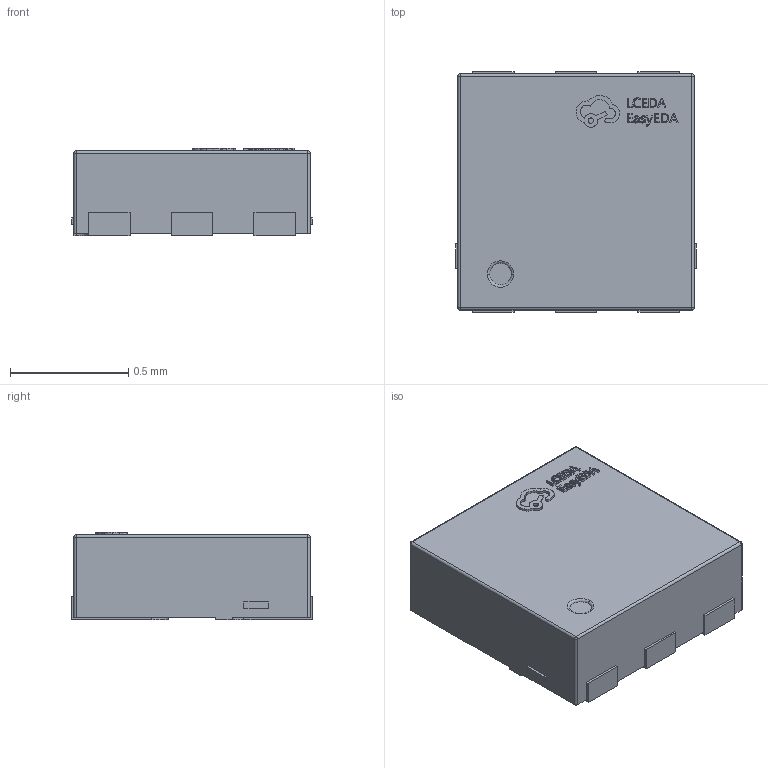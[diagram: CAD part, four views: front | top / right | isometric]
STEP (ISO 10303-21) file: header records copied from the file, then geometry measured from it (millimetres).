
FILE_DESCRIPTION (( 'STEP AP214' ), '1' );
FILE_NAME ('TDFN-6_L1.0-W1.0-H0.4-P0.35-BL.step', '2022-06-30T13:52:55', ( '' ), ( '' ), 'SwSTEP 2.0', 'SolidWorks 2020', '' );
FILE_SCHEMA (( 'AUTOMOTIVE_DESIGN' ));
Length unit declared in the file: millimetre
Products named in the file (1): TDFN-6_L1.0-W1.0-H0.4-P0.35-BL
Bounding box: 1.02 x 1.02 x 0.37 mm (x, y, z)
Volume: 0.4 mm3; surface area: 3.5 mm2
Topology: 1 solids, 1 shells, 364 faces, 991 edges, 654 vertices
Faces by surface type: plane 226, bspline 112, cylinder 20, sphere 4, torus 2
Entity records: 16591 total; most frequent: CARTESIAN_POINT 4110, ORIENTED_EDGE 1974, DIRECTION 1311, EDGE_CURVE 987, LINE 713, VECTOR 713, VERTEX_POINT 654, EDGE_LOOP 393
